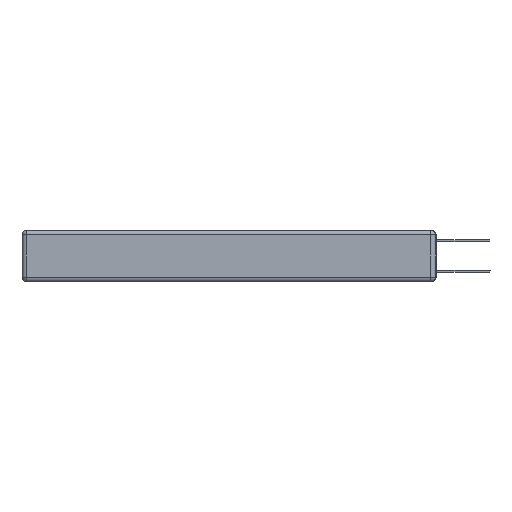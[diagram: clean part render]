
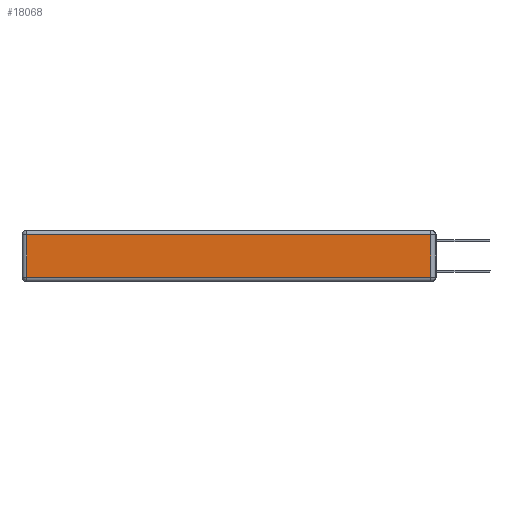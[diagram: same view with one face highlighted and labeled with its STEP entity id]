
A CAD part, left-side view. The second image highlights one B-rep face of the part: STEP entity #18068.
In plain terms, the highlighted planar face has unit normal (-1, 0, 0).
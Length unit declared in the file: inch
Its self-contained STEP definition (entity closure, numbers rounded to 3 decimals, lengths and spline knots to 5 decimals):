
#89 = CARTESIAN_POINT ( 'NONE',  ( 0., 0., -0.313 ) ) ;
#188 = VERTEX_POINT ( 'NONE', #13674 ) ;
#605 = CARTESIAN_POINT ( 'NONE',  ( 0., 2.72, -0.313 ) ) ;
#641 = VECTOR ( 'NONE', #15664, 39.37008 ) ;
#1953 = EDGE_LOOP ( 'NONE', ( #10739, #10676, #14375, #17676 ) ) ;
#2394 = FACE_OUTER_BOUND ( 'NONE', #1953, .T. ) ;
#2915 = LINE ( 'NONE', #4235, #641 ) ;
#3631 = VECTOR ( 'NONE', #5745, 39.37008 ) ;
#4235 = CARTESIAN_POINT ( 'NONE',  ( 0., 0.03, -0.343 ) ) ;
#4636 = CARTESIAN_POINT ( 'NONE',  ( 0., 2.72, -0.343 ) ) ;
#5745 = DIRECTION ( 'NONE',  ( 0., -1., 0. ) ) ;
#6117 = LINE ( 'NONE', #11791, #16014 ) ;
#6422 = DIRECTION ( 'NONE',  ( 0., 0., -1. ) ) ;
#7190 = CARTESIAN_POINT ( 'NONE',  ( 0., 0., -0.343 ) ) ;
#7374 = PLANE ( 'NONE',  #15734 ) ;
#7428 = VECTOR ( 'NONE', #6422, 39.37008 ) ;
#7606 = EDGE_CURVE ( 'NONE', #14980, #9103, #16153, .T. ) ;
#8522 = DIRECTION ( 'NONE',  ( 0., 0., 1. ) ) ;
#9103 = VERTEX_POINT ( 'NONE', #605 ) ;
#10676 = ORIENTED_EDGE ( 'NONE', *, *, #17290, .T. ) ;
#10739 = ORIENTED_EDGE ( 'NONE', *, *, #15040, .T. ) ;
#11044 = CARTESIAN_POINT ( 'NONE',  ( 0., 2.72, -0.03 ) ) ;
#11602 = LINE ( 'NONE', #89, #3631 ) ;
#11791 = CARTESIAN_POINT ( 'NONE',  ( 0., 2.75, -0.03 ) ) ;
#13674 = CARTESIAN_POINT ( 'NONE',  ( 0., 0.03, -0.313 ) ) ;
#14326 = VERTEX_POINT ( 'NONE', #18046 ) ;
#14375 = ORIENTED_EDGE ( 'NONE', *, *, #17345, .T. ) ;
#14980 = VERTEX_POINT ( 'NONE', #11044 ) ;
#14991 = DIRECTION ( 'NONE',  ( 0., 1., 0. ) ) ;
#15040 = EDGE_CURVE ( 'NONE', #9103, #188, #11602, .T. ) ;
#15664 = DIRECTION ( 'NONE',  ( 0., 0., 1. ) ) ;
#15734 = AXIS2_PLACEMENT_3D ( 'NONE', #7190, #16064, #8522 ) ;
#16014 = VECTOR ( 'NONE', #14991, 39.37008 ) ;
#16064 = DIRECTION ( 'NONE',  ( -1., 0., 0. ) ) ;
#16153 = LINE ( 'NONE', #4636, #7428 ) ;
#17290 = EDGE_CURVE ( 'NONE', #188, #14326, #2915, .T. ) ;
#17345 = EDGE_CURVE ( 'NONE', #14326, #14980, #6117, .T. ) ;
#17676 = ORIENTED_EDGE ( 'NONE', *, *, #7606, .T. ) ;
#18046 = CARTESIAN_POINT ( 'NONE',  ( 0., 0.03, -0.03 ) ) ;
#18068 = ADVANCED_FACE ( 'NONE', ( #2394 ), #7374, .T. ) ;
